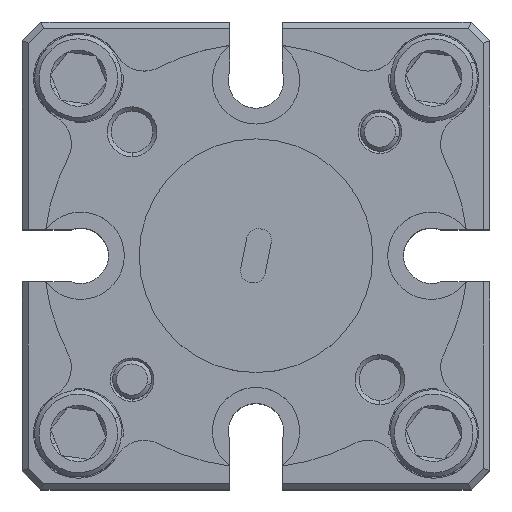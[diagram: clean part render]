
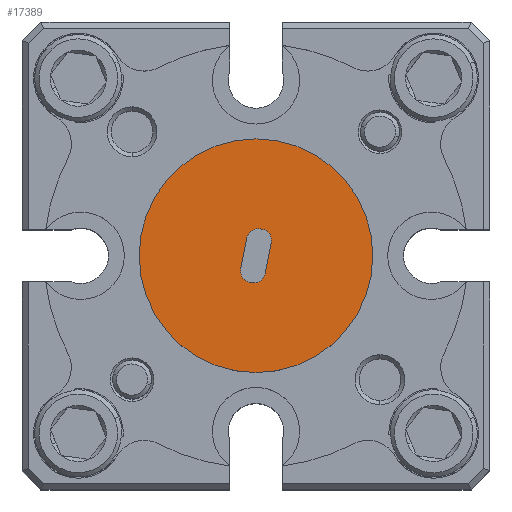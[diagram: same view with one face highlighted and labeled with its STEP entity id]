
A CAD part, top view. The second image highlights one B-rep face of the part: STEP entity #17389.
In plain terms, the highlighted planar face has unit normal (0, 0, 1).
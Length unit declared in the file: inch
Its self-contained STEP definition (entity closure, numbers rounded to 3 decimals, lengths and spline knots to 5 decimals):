
#34 = AXIS2_PLACEMENT_3D ( 'NONE', #9573, #10386, #5567 ) ;
#653 = LINE ( 'NONE', #6254, #15238 ) ;
#777 = DIRECTION ( 'NONE',  ( 0., 0., -1. ) ) ;
#873 = ORIENTED_EDGE ( 'NONE', *, *, #15242, .F. ) ;
#905 = DIRECTION ( 'NONE',  ( 0.981, -0.194, 0. ) ) ;
#935 = ORIENTED_EDGE ( 'NONE', *, *, #1763, .F. ) ;
#1087 = CARTESIAN_POINT ( 'NONE',  ( 0.00299, 0.0254, 0.2205 ) ) ;
#1207 = AXIS2_PLACEMENT_3D ( 'NONE', #6013, #11716, #17361 ) ;
#1571 = DIRECTION ( 'NONE',  ( 0., 0., 1. ) ) ;
#1763 = EDGE_CURVE ( 'NONE', #14971, #17392, #9288, .T. ) ;
#2067 = EDGE_CURVE ( 'NONE', #4797, #11952, #10737, .T. ) ;
#2283 = AXIS2_PLACEMENT_3D ( 'NONE', #1087, #16711, #18406 ) ;
#2422 = CIRCLE ( 'NONE', #17377, 0.1875 ) ;
#2479 = CARTESIAN_POINT ( 'NONE',  ( 0.01041, 0.04228, 0.2205 ) ) ;
#2665 = DIRECTION ( 'NONE',  ( -0.981, 0.194, 0. ) ) ;
#2791 = CARTESIAN_POINT ( 'NONE',  ( -0.01467, 0.0289, 0.2205 ) ) ;
#2876 = EDGE_CURVE ( 'NONE', #14309, #4175, #2422, .T. ) ;
#2980 = ORIENTED_EDGE ( 'NONE', *, *, #11044, .F. ) ;
#3112 = PLANE ( 'NONE',  #3715 ) ;
#3165 = VERTEX_POINT ( 'NONE', #7611 ) ;
#3713 = EDGE_LOOP ( 'NONE', ( #8668, #9701, #4565, #13732, #2980, #873, #15111, #935, #7739 ) ) ;
#3715 = AXIS2_PLACEMENT_3D ( 'NONE', #8891, #777, #4796 ) ;
#3988 = VERTEX_POINT ( 'NONE', #2791 ) ;
#4098 = CARTESIAN_POINT ( 'NONE',  ( 0., -0.1875, 0.2205 ) ) ;
#4175 = VERTEX_POINT ( 'NONE', #17963 ) ;
#4523 = FACE_OUTER_BOUND ( 'NONE', #14983, .T. ) ;
#4565 = ORIENTED_EDGE ( 'NONE', *, *, #11907, .F. ) ;
#4796 = DIRECTION ( 'NONE',  ( 0., 1., 0. ) ) ;
#4797 = VERTEX_POINT ( 'NONE', #17540 ) ;
#5333 = CIRCLE ( 'NONE', #7068, 0.018 ) ;
#5567 = DIRECTION ( 'NONE',  ( 0., -1., 0. ) ) ;
#5799 = VECTOR ( 'NONE', #2665, 39.37008 ) ;
#6013 = CARTESIAN_POINT ( 'NONE',  ( 0.00691, 0.02463, 0.2205 ) ) ;
#6024 = DIRECTION ( 'NONE',  ( 0., 1., 0. ) ) ;
#6254 = CARTESIAN_POINT ( 'NONE',  ( -0.01467, 0.0289, 0.2205 ) ) ;
#6553 = CARTESIAN_POINT ( 'NONE',  ( -0.00649, -0.04306, 0.2205 ) ) ;
#7044 = CARTESIAN_POINT ( 'NONE',  ( 0.00649, 0.04306, 0.2205 ) ) ;
#7068 = AXIS2_PLACEMENT_3D ( 'NONE', #10342, #1571, #8843 ) ;
#7081 = EDGE_CURVE ( 'NONE', #17392, #11704, #9774, .T. ) ;
#7422 = CARTESIAN_POINT ( 'NONE',  ( -0.00299, -0.0254, 0.2205 ) ) ;
#7611 = CARTESIAN_POINT ( 'NONE',  ( -0.02457, -0.02113, 0.2205 ) ) ;
#7739 = ORIENTED_EDGE ( 'NONE', *, *, #15259, .F. ) ;
#7981 = CARTESIAN_POINT ( 'NONE',  ( -0.01041, -0.04228, 0.2205 ) ) ;
#8215 = CARTESIAN_POINT ( 'NONE',  ( 0.01467, -0.0289, 0.2205 ) ) ;
#8668 = ORIENTED_EDGE ( 'NONE', *, *, #10151, .F. ) ;
#8843 = DIRECTION ( 'NONE',  ( 0., 1., 0. ) ) ;
#8891 = CARTESIAN_POINT ( 'NONE',  ( -0.375, -0.375, 0.2205 ) ) ;
#9288 = LINE ( 'NONE', #7981, #17121 ) ;
#9544 = VERTEX_POINT ( 'NONE', #11605 ) ;
#9573 = CARTESIAN_POINT ( 'NONE',  ( 0., 0., 0.2205 ) ) ;
#9604 = ORIENTED_EDGE ( 'NONE', *, *, #10757, .T. ) ;
#9701 = ORIENTED_EDGE ( 'NONE', *, *, #13079, .F. ) ;
#9774 = CIRCLE ( 'NONE', #11560, 0.018 ) ;
#9863 = CIRCLE ( 'NONE', #34, 0.1875 ) ;
#9988 = DIRECTION ( 'NONE',  ( 0., 0., 1. ) ) ;
#10021 = CIRCLE ( 'NONE', #2283, 0.018 ) ;
#10151 = EDGE_CURVE ( 'NONE', #3988, #3165, #653, .T. ) ;
#10342 = CARTESIAN_POINT ( 'NONE',  ( -0.00299, -0.0254, 0.2205 ) ) ;
#10386 = DIRECTION ( 'NONE',  ( 0., 0., 1. ) ) ;
#10737 = CIRCLE ( 'NONE', #1207, 0.018 ) ;
#10757 = EDGE_CURVE ( 'NONE', #4175, #14309, #9863, .T. ) ;
#11044 = EDGE_CURVE ( 'NONE', #11128, #4797, #18177, .T. ) ;
#11128 = VERTEX_POINT ( 'NONE', #8215 ) ;
#11467 = DIRECTION ( 'NONE',  ( 0., 0., 1. ) ) ;
#11560 = AXIS2_PLACEMENT_3D ( 'NONE', #7422, #15782, #6024 ) ;
#11605 = CARTESIAN_POINT ( 'NONE',  ( 0.00649, 0.04306, 0.2205 ) ) ;
#11704 = VERTEX_POINT ( 'NONE', #14933 ) ;
#11716 = DIRECTION ( 'NONE',  ( 0., 0., 1. ) ) ;
#11850 = CIRCLE ( 'NONE', #15810, 0.018 ) ;
#11907 = EDGE_CURVE ( 'NONE', #11952, #9544, #16988, .T. ) ;
#11952 = VERTEX_POINT ( 'NONE', #2479 ) ;
#12727 = DIRECTION ( 'NONE',  ( 0.194, 0.981, 0. ) ) ;
#13079 = EDGE_CURVE ( 'NONE', #9544, #3988, #10021, .T. ) ;
#13732 = ORIENTED_EDGE ( 'NONE', *, *, #2067, .F. ) ;
#14309 = VERTEX_POINT ( 'NONE', #4098 ) ;
#14441 = ORIENTED_EDGE ( 'NONE', *, *, #2876, .T. ) ;
#14706 = CARTESIAN_POINT ( 'NONE',  ( -0.01041, -0.04228, 0.2205 ) ) ;
#14933 = CARTESIAN_POINT ( 'NONE',  ( -0.00299, -0.0434, 0.2205 ) ) ;
#14971 = VERTEX_POINT ( 'NONE', #14706 ) ;
#14983 = EDGE_LOOP ( 'NONE', ( #14441, #9604 ) ) ;
#15050 = DIRECTION ( 'NONE',  ( -0.194, -0.981, 0. ) ) ;
#15111 = ORIENTED_EDGE ( 'NONE', *, *, #7081, .F. ) ;
#15238 = VECTOR ( 'NONE', #15050, 39.37008 ) ;
#15242 = EDGE_CURVE ( 'NONE', #11704, #11128, #5333, .T. ) ;
#15259 = EDGE_CURVE ( 'NONE', #3165, #14971, #11850, .T. ) ;
#15347 = CARTESIAN_POINT ( 'NONE',  ( 0.02457, 0.02113, 0.2205 ) ) ;
#15628 = CARTESIAN_POINT ( 'NONE',  ( 0., 0., 0.2205 ) ) ;
#15782 = DIRECTION ( 'NONE',  ( 0., 0., 1. ) ) ;
#15810 = AXIS2_PLACEMENT_3D ( 'NONE', #16168, #11467, #17582 ) ;
#16168 = CARTESIAN_POINT ( 'NONE',  ( -0.00691, -0.02463, 0.2205 ) ) ;
#16711 = DIRECTION ( 'NONE',  ( 0., 0., 1. ) ) ;
#16988 = LINE ( 'NONE', #7044, #5799 ) ;
#17121 = VECTOR ( 'NONE', #905, 39.37008 ) ;
#17350 = FACE_BOUND ( 'NONE', #3713, .T. ) ;
#17361 = DIRECTION ( 'NONE',  ( 0., 1., 0. ) ) ;
#17377 = AXIS2_PLACEMENT_3D ( 'NONE', #15628, #9988, #18452 ) ;
#17389 = ADVANCED_FACE ( 'NONE', ( #17350, #4523 ), #3112, .F. ) ;
#17392 = VERTEX_POINT ( 'NONE', #6553 ) ;
#17540 = CARTESIAN_POINT ( 'NONE',  ( 0.02457, 0.02113, 0.2205 ) ) ;
#17582 = DIRECTION ( 'NONE',  ( 0., -1., 0. ) ) ;
#17963 = CARTESIAN_POINT ( 'NONE',  ( 0., 0.1875, 0.2205 ) ) ;
#18143 = VECTOR ( 'NONE', #12727, 39.37008 ) ;
#18177 = LINE ( 'NONE', #15347, #18143 ) ;
#18406 = DIRECTION ( 'NONE',  ( 0., 1., 0. ) ) ;
#18452 = DIRECTION ( 'NONE',  ( 0., -1., 0. ) ) ;
